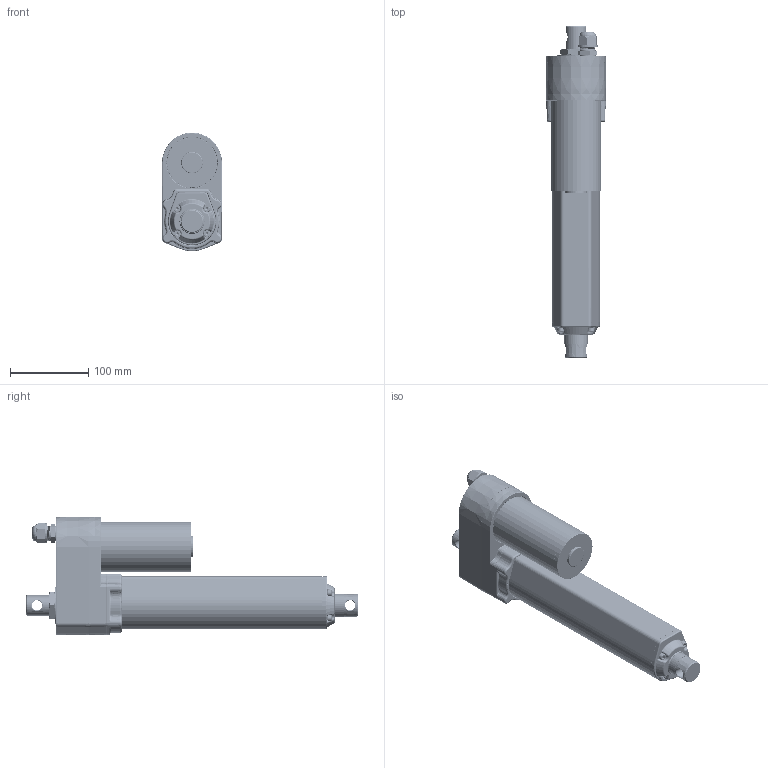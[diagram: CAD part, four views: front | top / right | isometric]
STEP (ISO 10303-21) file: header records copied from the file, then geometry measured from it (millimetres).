
FILE_DESCRIPTION (( 'STEP AP203' ), '1' );
FILE_NAME ('YMD606E-200-400.STEP', '2024-10-15T02:48:28', ( '' ), ( '' ), 'SwSTEP 2.0', 'SolidWorks 2020', '' );
FILE_SCHEMA (( 'CONFIG_CONTROL_DESIGN' ));
Products named in the file (1): YMD606E-200-400
Bounding box: 76.6 x 424 x 151.6 mm (x, y, z)
Volume: 2169202.5 mm3; surface area: 321731.2 mm2
Topology: 39 solids, 40 shells, 6861 faces, 15182 edges, 8347 vertices
Faces by surface type: plane 3081, cylinder 1238, cone 1224, bspline 691, torus 487, sphere 140
Entity records: 230932 total; most frequent: CARTESIAN_POINT 86846, ORIENTED_EDGE 30036, DIRECTION 29739, EDGE_CURVE 15018, AXIS2_PLACEMENT_3D 10727, VERTEX_POINT 8332, VECTOR 8285, LINE 8285
